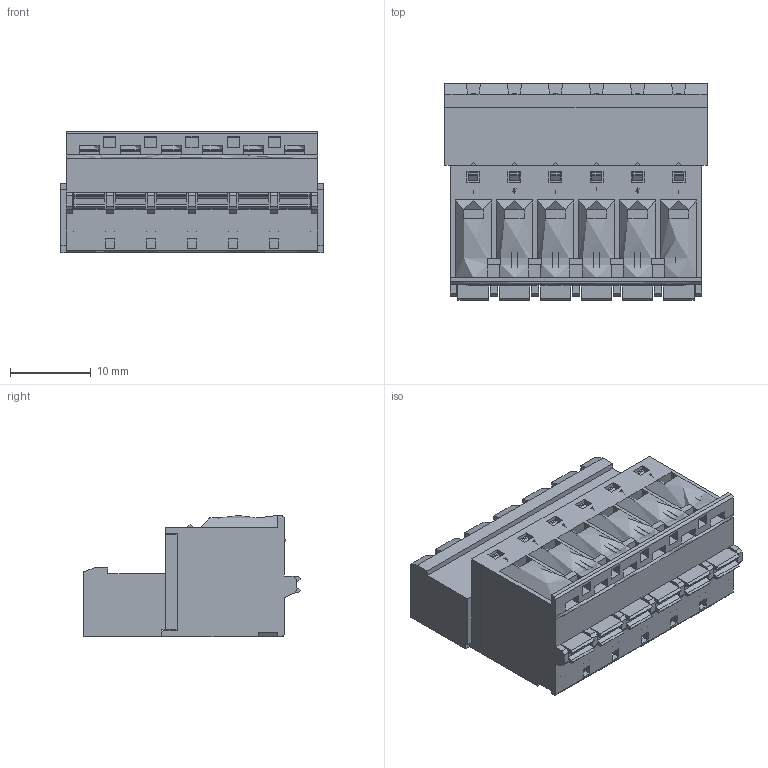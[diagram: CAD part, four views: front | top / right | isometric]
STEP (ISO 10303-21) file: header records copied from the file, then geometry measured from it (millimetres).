
FILE_DESCRIPTION( ('This file contains a STEP AP42 implementation' ,'as created by ZW3D STEP Interface translator.') ,'2;1' );
FILE_NAME( 'WJ2EDGKDR-5.08-06P.stp' ,'22 628.1357 3', (''), ('ZWCAD Software Co.'), 'Version 1.0', 'ZW3D to STEP translator', '' );
FILE_SCHEMA(('AUTOMOTIVE_DESIGN'));
Length unit declared in the file: millimetre
Products named in the file (2): 0; wj2edgkdr-508-xxp
Bounding box: 32.48 x 26.8 x 15 mm (x, y, z)
Volume: 6544.4 mm3; surface area: 7598.4 mm2
Topology: 1 solids, 7 shells, 1159 faces, 3262 edges, 2092 vertices
Faces by surface type: bspline 1159
Entity records: 38264 total; most frequent: CARTESIAN_POINT 17939, ORIENTED_EDGE 6488, EDGE_CURVE 3244, B_SPLINE_CURVE_WITH_KNOTS 2716, VERTEX_POINT 2092, EDGE_LOOP 1246, FACE_OUTER_BOUND 1159, ADVANCED_FACE 1159
